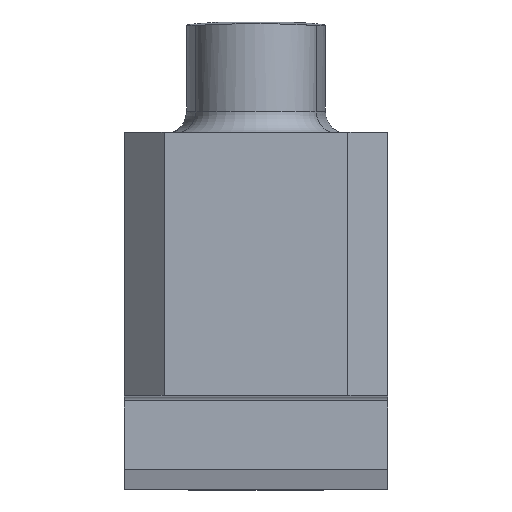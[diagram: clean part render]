
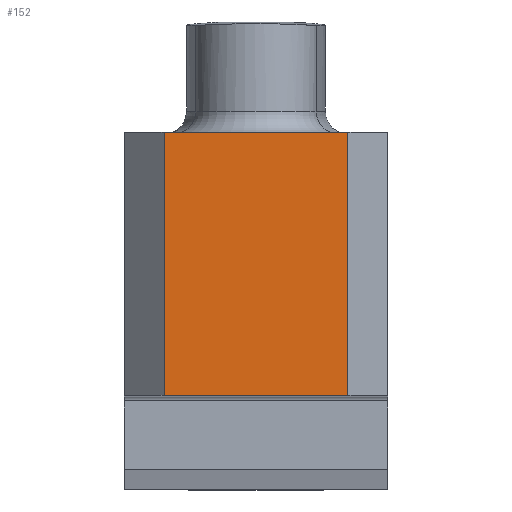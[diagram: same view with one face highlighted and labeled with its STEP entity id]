
A CAD part, top view. The second image highlights one B-rep face of the part: STEP entity #152.
In plain terms, the highlighted planar face has unit normal (0, 0, 1).
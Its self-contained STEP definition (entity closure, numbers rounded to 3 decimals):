
#152=ADVANCED_FACE('CU_BACK_SU1',(#218),#189,.F.);
#189=PLANE('',#984);
#218=FACE_OUTER_BOUND('',#257,.T.);
#257=EDGE_LOOP('',(#449,#450,#451,#452));
#449=ORIENTED_EDGE('',*,*,#732,.F.);
#450=ORIENTED_EDGE('',*,*,#733,.T.);
#451=ORIENTED_EDGE('',*,*,#734,.T.);
#452=ORIENTED_EDGE('',*,*,#735,.F.);
#637=VERTEX_POINT('',#1566);
#638=VERTEX_POINT('',#1567);
#639=VERTEX_POINT('',#1569);
#640=VERTEX_POINT('',#1571);
#732=EDGE_CURVE('',#637,#638,#812,.T.);
#733=EDGE_CURVE('',#637,#639,#813,.T.);
#734=EDGE_CURVE('',#639,#640,#814,.T.);
#735=EDGE_CURVE('',#638,#640,#815,.T.);
#812=LINE('',#1565,#873);
#813=LINE('',#1568,#874);
#814=LINE('',#1570,#875);
#815=LINE('',#1572,#876);
#873=VECTOR('',#1163,1.);
#874=VECTOR('',#1164,1.);
#875=VECTOR('',#1165,1.);
#876=VECTOR('',#1166,1.);
#984=AXIS2_PLACEMENT_3D('',#1573,#1167,#1168);
#1163=DIRECTION('',(0.,1.,0.));
#1164=DIRECTION('',(1.,0.,0.));
#1165=DIRECTION('',(0.,1.,0.));
#1166=DIRECTION('',(1.,0.,0.));
#1167=DIRECTION('',(0.,0.,-1.));
#1168=DIRECTION('',(-1.,0.,0.));
#1565=CARTESIAN_POINT('',(-16.925,0.,0.));
#1566=CARTESIAN_POINT('',(-16.925,0.,0.));
#1567=CARTESIAN_POINT('',(-16.925,19.925,0.));
#1568=CARTESIAN_POINT('',(-110.,0.,0.));
#1569=CARTESIAN_POINT('',(-3.,0.,0.));
#1570=CARTESIAN_POINT('',(-3.,0.,0.));
#1571=CARTESIAN_POINT('',(-3.,19.925,0.));
#1572=CARTESIAN_POINT('',(-110.,19.925,0.));
#1573=CARTESIAN_POINT('',(22.996,39.925,0.));
